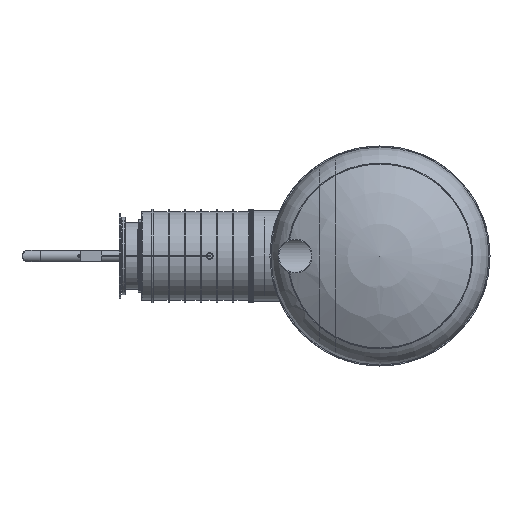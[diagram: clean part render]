
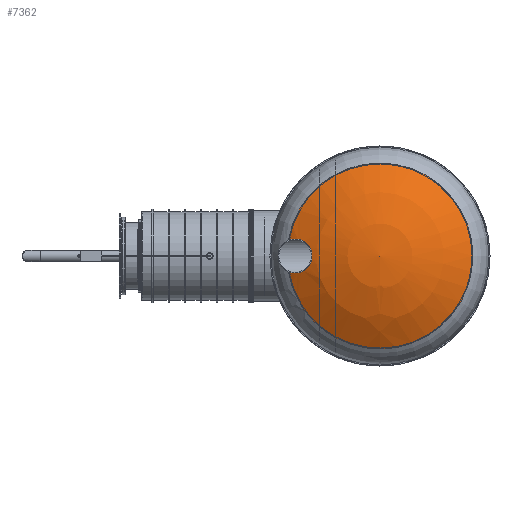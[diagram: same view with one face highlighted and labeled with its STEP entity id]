
A CAD part, left-side view. The second image highlights one B-rep face of the part: STEP entity #7362.
In plain terms, the highlighted spherical face has radius 1615 mm.
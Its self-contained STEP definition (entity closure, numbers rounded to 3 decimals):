
#68=SPHERICAL_SURFACE('',#8543,1615.);
#1543=B_SPLINE_CURVE_WITH_KNOTS('',3,(#12402,#12403,#12404,#12405,#12406,
#12407,#12408,#12409,#12410,#12411,#12412,#12413,#12414,#12415,#12416,#12417,
#12418,#12419,#12420,#12421,#12422,#12423,#12424,#12425,#12426,#12427,#12428,
#12429,#12430,#12431,#12432,#12433,#12434,#12435,#12436,#12437,#12438,#12439,
#12440,#12441,#12442,#12443,#12444,#12445,#12446,#12447,#12448,#12449,#12450,
#12451,#12452),.UNSPECIFIED.,.F.,.F.,(4,1,1,1,1,1,1,1,1,1,1,1,1,1,1,1,1,
1,1,1,1,1,1,1,1,1,1,1,1,1,1,1,1,1,1,1,1,1,1,1,1,1,1,1,1,1,1,1,4),(0.,
0.021,0.042,0.063,0.073,
0.084,0.105,0.126,0.136,
0.147,0.157,0.168,0.189,0.21,
0.22,0.231,0.252,0.273,
0.283,0.294,0.314,0.325,
0.335,0.346,0.356,0.367,
0.377,0.388,0.398,0.409,
0.419,0.43,0.44,0.461,
0.482,0.503,0.514,0.524,
0.535,0.545,0.566,0.577,
0.587,0.598,0.608,0.629,
0.65,0.66,0.671),.UNSPECIFIED.);
#1679=ORIENTED_EDGE('',*,*,#3372,.F.);
#1680=ORIENTED_EDGE('',*,*,#3374,.T.);
#3372=EDGE_CURVE('',#4240,#4241,#4901,.T.);
#3374=EDGE_CURVE('',#4240,#4241,#1543,.T.);
#4240=VERTEX_POINT('',#12369);
#4241=VERTEX_POINT('',#12370);
#4901=CIRCLE('',#8542,865.165);
#5355=EDGE_LOOP('',(#1679,#1680));
#6281=FACE_BOUND('',#5355,.T.);
#7362=ADVANCED_FACE('',(#6281),#68,.T.);
#8542=AXIS2_PLACEMENT_3D('',#12368,#9677,#9678);
#8543=AXIS2_PLACEMENT_3D('',#12401,#9679,#9680);
#9677=DIRECTION('',(0.,0.,-1.));
#9678=DIRECTION('',(-1.,0.,0.));
#9679=DIRECTION('',(0.,0.,-1.));
#9680=DIRECTION('',(-1.,0.,0.));
#12368=CARTESIAN_POINT('',(0.,0.,-251.287));
#12369=CARTESIAN_POINT('',(144.333,853.041,-251.287));
#12370=CARTESIAN_POINT('',(-144.333,853.041,-251.287));
#12401=CARTESIAN_POINT('',(0.,0.,-1615.));
#12402=CARTESIAN_POINT('',(144.333,853.041,-251.287));
#12403=CARTESIAN_POINT('',(146.853,847.272,-247.945));
#12404=CARTESIAN_POINT('',(151.125,835.613,-241.215));
#12405=CARTESIAN_POINT('',(155.388,817.787,-231.002));
#12406=CARTESIAN_POINT('',(157.199,802.651,-222.394));
#12407=CARTESIAN_POINT('',(157.591,790.385,-215.457));
#12408=CARTESIAN_POINT('',(157.254,777.964,-208.459));
#12409=CARTESIAN_POINT('',(155.472,762.648,-199.878));
#12410=CARTESIAN_POINT('',(151.916,747.627,-191.523));
#12411=CARTESIAN_POINT('',(147.978,735.794,-184.975));
#12412=CARTESIAN_POINT('',(144.458,727.005,-180.128));
#12413=CARTESIAN_POINT('',(140.366,718.347,-175.369));
#12414=CARTESIAN_POINT('',(134.249,707.211,-169.268));
#12415=CARTESIAN_POINT('',(125.323,693.958,-162.042));
#12416=CARTESIAN_POINT('',(114.672,681.676,-155.383));
#12417=CARTESIAN_POINT('',(104.97,672.435,-150.393));
#12418=CARTESIAN_POINT('',(94.709,663.847,-145.766));
#12419=CARTESIAN_POINT('',(80.874,654.346,-140.665));
#12420=CARTESIAN_POINT('',(65.655,646.538,-136.49));
#12421=CARTESIAN_POINT('',(52.557,641.403,-133.75));
#12422=CARTESIAN_POINT('',(39.255,637.193,-131.505));
#12423=CARTESIAN_POINT('',(25.569,634.311,-129.972));
#12424=CARTESIAN_POINT('',(11.512,632.8,-129.168));
#12425=CARTESIAN_POINT('',(0.765,632.381,-128.946));
#12426=CARTESIAN_POINT('',(-9.839,632.689,-129.11));
#12427=CARTESIAN_POINT('',(-20.361,633.703,-129.649));
#12428=CARTESIAN_POINT('',(-30.773,635.414,-130.559));
#12429=CARTESIAN_POINT('',(-41.131,637.842,-131.852));
#12430=CARTESIAN_POINT('',(-51.227,640.941,-133.503));
#12431=CARTESIAN_POINT('',(-60.957,644.651,-135.483));
#12432=CARTESIAN_POINT('',(-70.362,648.965,-137.788));
#12433=CARTESIAN_POINT('',(-79.439,653.87,-140.413));
#12434=CARTESIAN_POINT('',(-88.182,659.366,-143.36));
#12435=CARTESIAN_POINT('',(-99.127,667.286,-147.616));
#12436=CARTESIAN_POINT('',(-111.612,678.278,-153.542));
#12437=CARTESIAN_POINT('',(-124.77,693.216,-161.638));
#12438=CARTESIAN_POINT('',(-133.824,706.523,-168.892));
#12439=CARTESIAN_POINT('',(-140.019,717.672,-174.999));
#12440=CARTESIAN_POINT('',(-144.144,726.288,-179.733));
#12441=CARTESIAN_POINT('',(-147.732,735.124,-184.605));
#12442=CARTESIAN_POINT('',(-151.74,746.997,-191.173));
#12443=CARTESIAN_POINT('',(-154.649,759.066,-197.885));
#12444=CARTESIAN_POINT('',(-156.478,771.303,-204.727));
#12445=CARTESIAN_POINT('',(-157.311,780.588,-209.938));
#12446=CARTESIAN_POINT('',(-157.591,789.892,-215.179));
#12447=CARTESIAN_POINT('',(-157.237,802.186,-222.131));
#12448=CARTESIAN_POINT('',(-155.459,817.412,-230.788));
#12449=CARTESIAN_POINT('',(-151.902,832.431,-239.392));
#12450=CARTESIAN_POINT('',(-147.935,844.324,-246.243));
#12451=CARTESIAN_POINT('',(-145.595,850.153,-249.614));
#12452=CARTESIAN_POINT('',(-144.333,853.041,-251.287));
